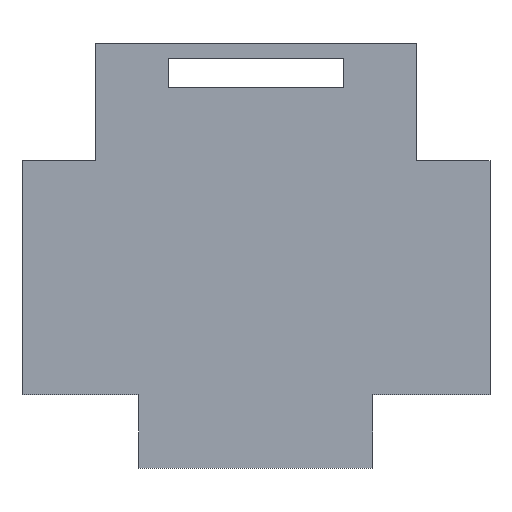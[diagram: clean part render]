
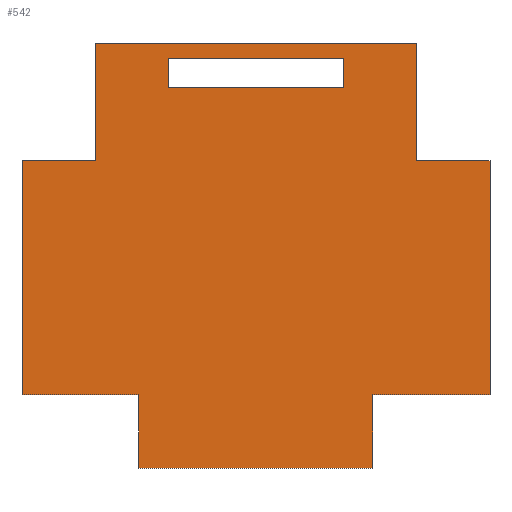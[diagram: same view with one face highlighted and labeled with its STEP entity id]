
A CAD part, front view. The second image highlights one B-rep face of the part: STEP entity #542.
In plain terms, the highlighted planar face has unit normal (0, -1, 0).
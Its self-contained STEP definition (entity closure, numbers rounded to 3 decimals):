
#520=AXIS2_PLACEMENT_3D('Plane Axis2P3D',#517,#518,#519) ;
#49=CARTESIAN_POINT('Vertex',(-136.,-90.,-34.)) ;
#52=CARTESIAN_POINT('Line Origine',(-136.,-90.,-42.)) ;
#56=CARTESIAN_POINT('Vertex',(-136.,-90.,-50.)) ;
#87=CARTESIAN_POINT('Vertex',(-180.,-90.,-34.)) ;
#90=CARTESIAN_POINT('Line Origine',(-158.,-90.,-34.)) ;
#118=CARTESIAN_POINT('Vertex',(-180.,-90.,-50.)) ;
#121=CARTESIAN_POINT('Line Origine',(-180.,-90.,-42.)) ;
#149=CARTESIAN_POINT('Vertex',(-190.,-90.,-50.)) ;
#152=CARTESIAN_POINT('Line Origine',(-185.,-90.,-50.)) ;
#180=CARTESIAN_POINT('Vertex',(-190.,-90.,-82.)) ;
#183=CARTESIAN_POINT('Line Origine',(-190.,-90.,-66.)) ;
#211=CARTESIAN_POINT('Vertex',(-174.,-90.,-82.)) ;
#214=CARTESIAN_POINT('Line Origine',(-182.,-90.,-82.)) ;
#242=CARTESIAN_POINT('Vertex',(-174.,-90.,-92.)) ;
#245=CARTESIAN_POINT('Line Origine',(-174.,-90.,-87.)) ;
#273=CARTESIAN_POINT('Vertex',(-142.,-90.,-92.)) ;
#276=CARTESIAN_POINT('Line Origine',(-158.,-90.,-92.)) ;
#304=CARTESIAN_POINT('Vertex',(-142.,-90.,-82.)) ;
#307=CARTESIAN_POINT('Line Origine',(-142.,-90.,-87.)) ;
#330=CARTESIAN_POINT('Vertex',(-126.,-90.,-82.)) ;
#333=CARTESIAN_POINT('Line Origine',(-134.,-90.,-82.)) ;
#361=CARTESIAN_POINT('Vertex',(-126.,-90.,-50.)) ;
#364=CARTESIAN_POINT('Line Origine',(-126.,-90.,-66.)) ;
#381=CARTESIAN_POINT('Line Origine',(-131.,-90.,-50.)) ;
#402=CARTESIAN_POINT('Vertex',(-146.,-90.,-36.)) ;
#407=CARTESIAN_POINT('Line Origine',(-158.,-90.,-36.)) ;
#411=CARTESIAN_POINT('Vertex',(-170.,-90.,-36.)) ;
#442=CARTESIAN_POINT('Vertex',(-146.,-90.,-40.)) ;
#447=CARTESIAN_POINT('Line Origine',(-146.,-90.,-38.)) ;
#473=CARTESIAN_POINT('Vertex',(-170.,-90.,-40.)) ;
#478=CARTESIAN_POINT('Line Origine',(-158.,-90.,-40.)) ;
#500=CARTESIAN_POINT('Line Origine',(-170.,-90.,-38.)) ;
#517=CARTESIAN_POINT('Axis2P3D Location',(0.,-90.,0.)) ;
#53=DIRECTION('Vector Direction',(0.,0.,1.)) ;
#91=DIRECTION('Vector Direction',(1.,0.,0.)) ;
#122=DIRECTION('Vector Direction',(0.,0.,-1.)) ;
#153=DIRECTION('Vector Direction',(-1.,0.,0.)) ;
#184=DIRECTION('Vector Direction',(0.,0.,-1.)) ;
#215=DIRECTION('Vector Direction',(1.,0.,0.)) ;
#246=DIRECTION('Vector Direction',(0.,0.,-1.)) ;
#277=DIRECTION('Vector Direction',(-1.,0.,0.)) ;
#308=DIRECTION('Vector Direction',(0.,0.,1.)) ;
#334=DIRECTION('Vector Direction',(-1.,0.,0.)) ;
#365=DIRECTION('Vector Direction',(0.,0.,1.)) ;
#382=DIRECTION('Vector Direction',(1.,0.,0.)) ;
#408=DIRECTION('Vector Direction',(1.,0.,0.)) ;
#448=DIRECTION('Vector Direction',(0.,0.,1.)) ;
#479=DIRECTION('Vector Direction',(-1.,0.,0.)) ;
#501=DIRECTION('Vector Direction',(0.,0.,-1.)) ;
#518=DIRECTION('Axis2P3D Direction',(0.,-1.,0.)) ;
#519=DIRECTION('Axis2P3D XDirection',(1.,0.,0.)) ;
#54=VECTOR('Line Direction',#53,1.) ;
#92=VECTOR('Line Direction',#91,1.) ;
#123=VECTOR('Line Direction',#122,1.) ;
#154=VECTOR('Line Direction',#153,1.) ;
#185=VECTOR('Line Direction',#184,1.) ;
#216=VECTOR('Line Direction',#215,1.) ;
#247=VECTOR('Line Direction',#246,1.) ;
#278=VECTOR('Line Direction',#277,1.) ;
#309=VECTOR('Line Direction',#308,1.) ;
#335=VECTOR('Line Direction',#334,1.) ;
#366=VECTOR('Line Direction',#365,1.) ;
#383=VECTOR('Line Direction',#382,1.) ;
#409=VECTOR('Line Direction',#408,1.) ;
#449=VECTOR('Line Direction',#448,1.) ;
#480=VECTOR('Line Direction',#479,1.) ;
#502=VECTOR('Line Direction',#501,1.) ;
#523=ORIENTED_EDGE('',*,*,#58,.T.) ;
#524=ORIENTED_EDGE('',*,*,#94,.T.) ;
#525=ORIENTED_EDGE('',*,*,#125,.T.) ;
#526=ORIENTED_EDGE('',*,*,#156,.T.) ;
#527=ORIENTED_EDGE('',*,*,#187,.T.) ;
#528=ORIENTED_EDGE('',*,*,#218,.T.) ;
#529=ORIENTED_EDGE('',*,*,#249,.T.) ;
#530=ORIENTED_EDGE('',*,*,#280,.T.) ;
#531=ORIENTED_EDGE('',*,*,#311,.T.) ;
#532=ORIENTED_EDGE('',*,*,#337,.T.) ;
#533=ORIENTED_EDGE('',*,*,#368,.T.) ;
#534=ORIENTED_EDGE('',*,*,#385,.T.) ;
#537=ORIENTED_EDGE('',*,*,#413,.F.) ;
#538=ORIENTED_EDGE('',*,*,#451,.F.) ;
#539=ORIENTED_EDGE('',*,*,#482,.F.) ;
#540=ORIENTED_EDGE('',*,*,#504,.F.) ;
#541=FACE_BOUND('',#536,.T.) ;
#542=ADVANCED_FACE('Set g\X2\00E9\X0\om\X2\00E9\X0\trique.1',(#535,#541),#521,.T.) ;
#58=EDGE_CURVE('',#57,#50,#55,.T.) ;
#94=EDGE_CURVE('',#50,#88,#93,.F.) ;
#125=EDGE_CURVE('',#88,#119,#124,.T.) ;
#156=EDGE_CURVE('',#119,#150,#155,.T.) ;
#187=EDGE_CURVE('',#150,#181,#186,.T.) ;
#218=EDGE_CURVE('',#181,#212,#217,.T.) ;
#249=EDGE_CURVE('',#212,#243,#248,.T.) ;
#280=EDGE_CURVE('',#243,#274,#279,.F.) ;
#311=EDGE_CURVE('',#274,#305,#310,.T.) ;
#337=EDGE_CURVE('',#305,#331,#336,.F.) ;
#368=EDGE_CURVE('',#331,#362,#367,.T.) ;
#385=EDGE_CURVE('',#362,#57,#384,.F.) ;
#413=EDGE_CURVE('',#403,#412,#410,.F.) ;
#451=EDGE_CURVE('',#443,#403,#450,.T.) ;
#482=EDGE_CURVE('',#474,#443,#481,.F.) ;
#504=EDGE_CURVE('',#412,#474,#503,.T.) ;
#522=EDGE_LOOP('',(#523,#524,#525,#526,#527,#528,#529,#530,#531,#532,#533,#534)) ;
#536=EDGE_LOOP('',(#537,#538,#539,#540)) ;
#535=FACE_OUTER_BOUND('',#522,.T.) ;
#55=LINE('Line',#52,#54) ;
#93=LINE('Line',#90,#92) ;
#124=LINE('Line',#121,#123) ;
#155=LINE('Line',#152,#154) ;
#186=LINE('Line',#183,#185) ;
#217=LINE('Line',#214,#216) ;
#248=LINE('Line',#245,#247) ;
#279=LINE('Line',#276,#278) ;
#310=LINE('Line',#307,#309) ;
#336=LINE('Line',#333,#335) ;
#367=LINE('Line',#364,#366) ;
#384=LINE('Line',#381,#383) ;
#410=LINE('Line',#407,#409) ;
#450=LINE('Line',#447,#449) ;
#481=LINE('Line',#478,#480) ;
#503=LINE('Line',#500,#502) ;
#521=PLANE('',#520) ;
#50=VERTEX_POINT('',#49) ;
#57=VERTEX_POINT('',#56) ;
#88=VERTEX_POINT('',#87) ;
#119=VERTEX_POINT('',#118) ;
#150=VERTEX_POINT('',#149) ;
#181=VERTEX_POINT('',#180) ;
#212=VERTEX_POINT('',#211) ;
#243=VERTEX_POINT('',#242) ;
#274=VERTEX_POINT('',#273) ;
#305=VERTEX_POINT('',#304) ;
#331=VERTEX_POINT('',#330) ;
#362=VERTEX_POINT('',#361) ;
#403=VERTEX_POINT('',#402) ;
#412=VERTEX_POINT('',#411) ;
#443=VERTEX_POINT('',#442) ;
#474=VERTEX_POINT('',#473) ;
